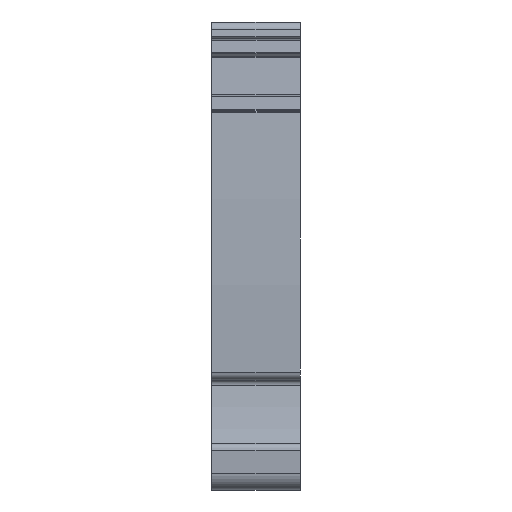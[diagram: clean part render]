
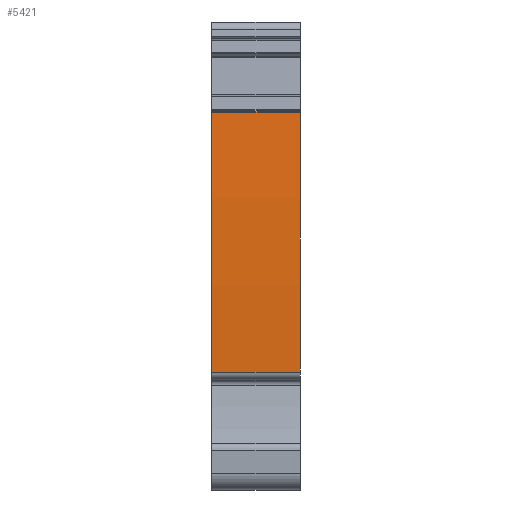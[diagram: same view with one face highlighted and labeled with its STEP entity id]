
A CAD part, front view. The second image highlights one B-rep face of the part: STEP entity #5421.
In plain terms, the highlighted cylindrical face has radius 240 mm (diameter 480 mm), a partial arc.
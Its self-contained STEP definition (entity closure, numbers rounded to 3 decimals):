
#2791=AXIS2_PLACEMENT_3D('Circle Axis2P3D',#2789,#2790,$) ;
#4551=AXIS2_PLACEMENT_3D('Cylinder Axis2P3D',#4548,#4549,#4550) ;
#5412=AXIS2_PLACEMENT_3D('Circle Axis2P3D',#5410,#5411,$) ;
#2786=CARTESIAN_POINT('Vertex',(0.,1.527,13.395)) ;
#2789=CARTESIAN_POINT('Axis2P3D Location',(0.,241.169,26.5)) ;
#2793=CARTESIAN_POINT('Vertex',(0.,1.73,42.906)) ;
#4548=CARTESIAN_POINT('Axis2P3D Location',(5.,241.169,26.5)) ;
#5383=CARTESIAN_POINT('Line Origine',(5.05,1.73,42.906)) ;
#5387=CARTESIAN_POINT('Vertex',(10.,1.73,42.906)) ;
#5403=CARTESIAN_POINT('Line Origine',(5.,1.527,13.395)) ;
#5407=CARTESIAN_POINT('Vertex',(10.,1.527,13.395)) ;
#5410=CARTESIAN_POINT('Axis2P3D Location',(10.,241.169,26.5)) ;
#2790=DIRECTION('Axis2P3D Direction',(1.,0.,0.)) ;
#4549=DIRECTION('Axis2P3D Direction',(1.,0.,0.)) ;
#4550=DIRECTION('Axis2P3D XDirection',(0.,-0.994,0.107)) ;
#5384=DIRECTION('Vector Direction',(1.,0.,0.)) ;
#5404=DIRECTION('Vector Direction',(1.,0.,0.)) ;
#5411=DIRECTION('Axis2P3D Direction',(1.,0.,0.)) ;
#5385=VECTOR('Line Direction',#5384,1.) ;
#5405=VECTOR('Line Direction',#5404,1.) ;
#5416=ORIENTED_EDGE('',*,*,#2795,.T.) ;
#5417=ORIENTED_EDGE('',*,*,#5409,.T.) ;
#5418=ORIENTED_EDGE('',*,*,#5414,.F.) ;
#5419=ORIENTED_EDGE('',*,*,#5389,.T.) ;
#5421=ADVANCED_FACE('MLD',(#5420),#4552,.T.) ;
#2792=CIRCLE('generated circle',#2791,240.) ;
#5413=CIRCLE('generated circle',#5412,240.) ;
#4552=CYLINDRICAL_SURFACE('generated cylinder',#4551,240.) ;
#2795=EDGE_CURVE('',#2794,#2787,#2792,.T.) ;
#5389=EDGE_CURVE('',#5388,#2794,#5386,.F.) ;
#5409=EDGE_CURVE('',#2787,#5408,#5406,.T.) ;
#5414=EDGE_CURVE('',#5388,#5408,#5413,.T.) ;
#5415=EDGE_LOOP('',(#5416,#5417,#5418,#5419)) ;
#5420=FACE_OUTER_BOUND('',#5415,.T.) ;
#5386=LINE('Line',#5383,#5385) ;
#5406=LINE('Line',#5403,#5405) ;
#2787=VERTEX_POINT('',#2786) ;
#2794=VERTEX_POINT('',#2793) ;
#5388=VERTEX_POINT('',#5387) ;
#5408=VERTEX_POINT('',#5407) ;
